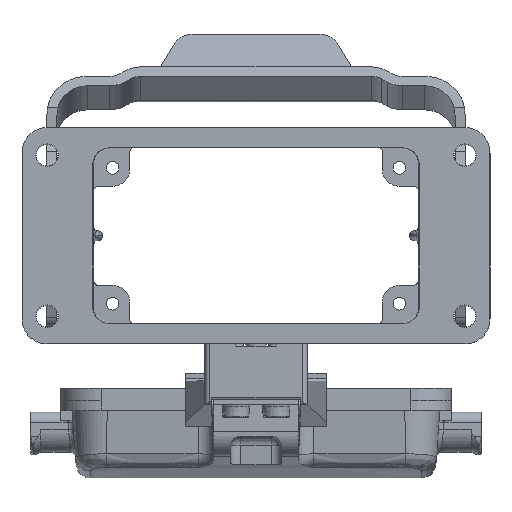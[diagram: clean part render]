
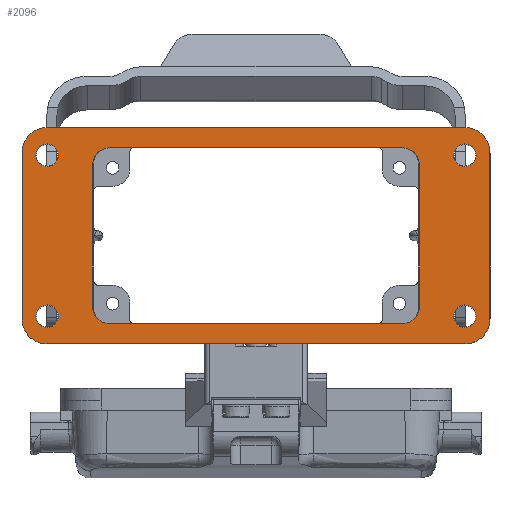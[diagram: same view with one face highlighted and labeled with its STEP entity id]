
A CAD part, front view. The second image highlights one B-rep face of the part: STEP entity #2096.
In plain terms, the highlighted planar face has unit normal (0, -1, 0).
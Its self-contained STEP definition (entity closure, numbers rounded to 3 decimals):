
#1377=PLANE('',#15278);
#2096=ADVANCED_FACE('',(#5536,#5537,#5538,#5539,#5540,#5541),#1377,.T.);
#3189=LINE('',#20623,#4415);
#3190=LINE('',#20628,#4416);
#3191=LINE('',#20632,#4417);
#3192=LINE('',#20636,#4418);
#3193=LINE('',#20639,#4419);
#3194=LINE('',#20643,#4420);
#3195=LINE('',#20647,#4421);
#3196=LINE('',#20651,#4422);
#4415=VECTOR('',#16810,1.);
#4416=VECTOR('',#16813,1.);
#4417=VECTOR('',#16816,1.);
#4418=VECTOR('',#16819,1.);
#4419=VECTOR('',#16822,1.);
#4420=VECTOR('',#16825,1.);
#4421=VECTOR('',#16828,1.);
#4422=VECTOR('',#16831,1.);
#5536=FACE_BOUND('',#5812,.T.);
#5537=FACE_BOUND('',#5813,.T.);
#5538=FACE_BOUND('',#5814,.T.);
#5539=FACE_BOUND('',#5815,.T.);
#5540=FACE_BOUND('',#5816,.T.);
#5541=FACE_BOUND('',#5817,.T.);
#5812=EDGE_LOOP('',(#7139));
#5813=EDGE_LOOP('',(#7140));
#5814=EDGE_LOOP('',(#7141));
#5815=EDGE_LOOP('',(#7142));
#5816=EDGE_LOOP('',(#7143,#7144,#7145,#7146,#7147,#7148,#7149,#7150));
#5817=EDGE_LOOP('',(#7151,#7152,#7153,#7154,#7155,#7156,#7157,#7158));
#7139=ORIENTED_EDGE('',*,*,#12733,.T.);
#7140=ORIENTED_EDGE('',*,*,#12734,.T.);
#7141=ORIENTED_EDGE('',*,*,#12735,.T.);
#7142=ORIENTED_EDGE('',*,*,#12736,.T.);
#7143=ORIENTED_EDGE('',*,*,#12737,.F.);
#7144=ORIENTED_EDGE('',*,*,#12738,.F.);
#7145=ORIENTED_EDGE('',*,*,#12739,.T.);
#7146=ORIENTED_EDGE('',*,*,#12740,.T.);
#7147=ORIENTED_EDGE('',*,*,#12741,.T.);
#7148=ORIENTED_EDGE('',*,*,#12742,.T.);
#7149=ORIENTED_EDGE('',*,*,#12743,.T.);
#7150=ORIENTED_EDGE('',*,*,#12744,.T.);
#7151=ORIENTED_EDGE('',*,*,#12745,.T.);
#7152=ORIENTED_EDGE('',*,*,#12746,.T.);
#7153=ORIENTED_EDGE('',*,*,#12747,.T.);
#7154=ORIENTED_EDGE('',*,*,#12748,.T.);
#7155=ORIENTED_EDGE('',*,*,#12749,.T.);
#7156=ORIENTED_EDGE('',*,*,#12750,.T.);
#7157=ORIENTED_EDGE('',*,*,#12751,.T.);
#7158=ORIENTED_EDGE('',*,*,#12729,.T.);
#11234=VERTEX_POINT('',#20607);
#11235=VERTEX_POINT('',#20608);
#11237=VERTEX_POINT('',#20615);
#11238=VERTEX_POINT('',#20618);
#11239=VERTEX_POINT('',#20620);
#11240=VERTEX_POINT('',#20622);
#11241=VERTEX_POINT('',#20624);
#11242=VERTEX_POINT('',#20625);
#11243=VERTEX_POINT('',#20627);
#11244=VERTEX_POINT('',#20629);
#11245=VERTEX_POINT('',#20631);
#11246=VERTEX_POINT('',#20633);
#11247=VERTEX_POINT('',#20635);
#11248=VERTEX_POINT('',#20637);
#11249=VERTEX_POINT('',#20640);
#11250=VERTEX_POINT('',#20642);
#11251=VERTEX_POINT('',#20644);
#11252=VERTEX_POINT('',#20646);
#11253=VERTEX_POINT('',#20648);
#11254=VERTEX_POINT('',#20650);
#12729=EDGE_CURVE('',#11234,#11235,#14769,.T.);
#12733=EDGE_CURVE('',#11237,#11237,#14771,.T.);
#12734=EDGE_CURVE('',#11238,#11238,#14772,.T.);
#12735=EDGE_CURVE('',#11239,#11239,#14773,.T.);
#12736=EDGE_CURVE('',#11240,#11240,#14774,.T.);
#12737=EDGE_CURVE('',#11241,#11242,#3189,.T.);
#12738=EDGE_CURVE('',#11243,#11241,#14775,.T.);
#12739=EDGE_CURVE('',#11243,#11244,#3190,.T.);
#12740=EDGE_CURVE('',#11244,#11245,#14776,.T.);
#12741=EDGE_CURVE('',#11245,#11246,#3191,.T.);
#12742=EDGE_CURVE('',#11246,#11247,#14777,.T.);
#12743=EDGE_CURVE('',#11247,#11248,#3192,.T.);
#12744=EDGE_CURVE('',#11248,#11242,#14778,.T.);
#12745=EDGE_CURVE('',#11235,#11249,#3193,.T.);
#12746=EDGE_CURVE('',#11249,#11250,#14779,.T.);
#12747=EDGE_CURVE('',#11250,#11251,#3194,.T.);
#12748=EDGE_CURVE('',#11251,#11252,#14780,.T.);
#12749=EDGE_CURVE('',#11252,#11253,#3195,.T.);
#12750=EDGE_CURVE('',#11253,#11254,#14781,.T.);
#12751=EDGE_CURVE('',#11254,#11234,#3196,.T.);
#14769=CIRCLE('',#15263,5.);
#14771=CIRCLE('',#15266,2.25);
#14772=CIRCLE('',#15268,2.25);
#14773=CIRCLE('',#15269,2.25);
#14774=CIRCLE('',#15270,2.25);
#14775=CIRCLE('',#15271,3.5);
#14776=CIRCLE('',#15272,3.5);
#14777=CIRCLE('',#15273,3.5);
#14778=CIRCLE('',#15274,3.5);
#14779=CIRCLE('',#15275,5.);
#14780=CIRCLE('',#15276,5.);
#14781=CIRCLE('',#15277,5.);
#15263=AXIS2_PLACEMENT_3D('',#20606,#16792,#16793);
#15266=AXIS2_PLACEMENT_3D('',#20614,#16800,#16801);
#15268=AXIS2_PLACEMENT_3D('',#20617,#16804,#16805);
#15269=AXIS2_PLACEMENT_3D('',#20619,#16806,#16807);
#15270=AXIS2_PLACEMENT_3D('',#20621,#16808,#16809);
#15271=AXIS2_PLACEMENT_3D('',#20626,#16811,#16812);
#15272=AXIS2_PLACEMENT_3D('',#20630,#16814,#16815);
#15273=AXIS2_PLACEMENT_3D('',#20634,#16817,#16818);
#15274=AXIS2_PLACEMENT_3D('',#20638,#16820,#16821);
#15275=AXIS2_PLACEMENT_3D('',#20641,#16823,#16824);
#15276=AXIS2_PLACEMENT_3D('',#20645,#16826,#16827);
#15277=AXIS2_PLACEMENT_3D('',#20649,#16829,#16830);
#15278=AXIS2_PLACEMENT_3D('',#20652,#16832,#16833);
#16792=DIRECTION('',(0.,-1.,0.));
#16793=DIRECTION('',(-1.,0.,0.));
#16800=DIRECTION('',(0.,1.,0.));
#16801=DIRECTION('',(1.,0.,0.));
#16804=DIRECTION('',(0.,1.,0.));
#16805=DIRECTION('',(1.,0.,0.));
#16806=DIRECTION('',(0.,1.,0.));
#16807=DIRECTION('',(1.,0.,0.));
#16808=DIRECTION('',(0.,1.,0.));
#16809=DIRECTION('',(1.,0.,0.));
#16810=DIRECTION('',(0.,0.,-1.));
#16811=DIRECTION('',(0.,-1.,0.));
#16812=DIRECTION('',(0.,0.,1.));
#16813=DIRECTION('',(1.,0.,0.));
#16814=DIRECTION('',(0.,1.,0.));
#16815=DIRECTION('',(0.,0.,1.));
#16816=DIRECTION('',(0.,0.,-1.));
#16817=DIRECTION('',(0.,1.,0.));
#16818=DIRECTION('',(1.,0.,0.));
#16819=DIRECTION('',(-1.,0.,0.));
#16820=DIRECTION('',(0.,1.,0.));
#16821=DIRECTION('',(0.,0.,-1.));
#16822=DIRECTION('',(1.,0.,0.));
#16823=DIRECTION('',(0.,-1.,0.));
#16824=DIRECTION('',(0.,0.,-1.));
#16825=DIRECTION('',(0.,0.,1.));
#16826=DIRECTION('',(0.,-1.,0.));
#16827=DIRECTION('',(1.,0.,0.));
#16828=DIRECTION('',(-1.,0.,0.));
#16829=DIRECTION('',(0.,-1.,0.));
#16830=DIRECTION('',(0.,0.,1.));
#16831=DIRECTION('',(0.,0.,-1.));
#16832=DIRECTION('',(0.,-1.,0.));
#16833=DIRECTION('',(1.,0.,0.));
#20606=CARTESIAN_POINT('',(-23.901,-25.249,-16.5));
#20607=CARTESIAN_POINT('',(-28.901,-25.249,-16.5));
#20608=CARTESIAN_POINT('',(-23.901,-25.249,-21.5));
#20614=CARTESIAN_POINT('',(-23.901,-25.249,16.));
#20615=CARTESIAN_POINT('',(-21.651,-25.249,16.));
#20617=CARTESIAN_POINT('',(-23.901,-25.249,-16.));
#20618=CARTESIAN_POINT('',(-21.651,-25.249,-16.));
#20619=CARTESIAN_POINT('',(59.099,-25.249,16.));
#20620=CARTESIAN_POINT('',(61.349,-25.249,16.));
#20621=CARTESIAN_POINT('',(59.099,-25.249,-16.));
#20622=CARTESIAN_POINT('',(61.349,-25.249,-16.));
#20623=CARTESIAN_POINT('',(-14.901,-25.249,14.));
#20624=CARTESIAN_POINT('',(-14.901,-25.249,14.));
#20625=CARTESIAN_POINT('',(-14.901,-25.249,-14.));
#20626=CARTESIAN_POINT('',(-11.401,-25.249,14.));
#20627=CARTESIAN_POINT('',(-11.401,-25.249,17.5));
#20628=CARTESIAN_POINT('',(-11.401,-25.249,17.5));
#20629=CARTESIAN_POINT('',(46.599,-25.249,17.5));
#20630=CARTESIAN_POINT('',(46.599,-25.249,14.));
#20631=CARTESIAN_POINT('',(50.099,-25.249,14.));
#20632=CARTESIAN_POINT('',(50.099,-25.249,14.));
#20633=CARTESIAN_POINT('',(50.099,-25.249,-14.));
#20634=CARTESIAN_POINT('',(46.599,-25.249,-14.));
#20635=CARTESIAN_POINT('',(46.599,-25.249,-17.5));
#20636=CARTESIAN_POINT('',(46.599,-25.249,-17.5));
#20637=CARTESIAN_POINT('',(-11.401,-25.249,-17.5));
#20638=CARTESIAN_POINT('',(-11.401,-25.249,-14.));
#20639=CARTESIAN_POINT('',(-23.901,-25.249,-21.5));
#20640=CARTESIAN_POINT('',(59.099,-25.249,-21.5));
#20641=CARTESIAN_POINT('',(59.099,-25.249,-16.5));
#20642=CARTESIAN_POINT('',(64.099,-25.249,-16.5));
#20643=CARTESIAN_POINT('',(64.099,-25.249,-16.5));
#20644=CARTESIAN_POINT('',(64.099,-25.249,16.5));
#20645=CARTESIAN_POINT('',(59.099,-25.249,16.5));
#20646=CARTESIAN_POINT('',(59.099,-25.249,21.5));
#20647=CARTESIAN_POINT('',(59.099,-25.249,21.5));
#20648=CARTESIAN_POINT('',(-23.901,-25.249,21.5));
#20649=CARTESIAN_POINT('',(-23.901,-25.249,16.5));
#20650=CARTESIAN_POINT('',(-28.901,-25.249,16.5));
#20651=CARTESIAN_POINT('',(-28.901,-25.249,16.5));
#20652=CARTESIAN_POINT('',(-31.226,-25.249,-22.575));
